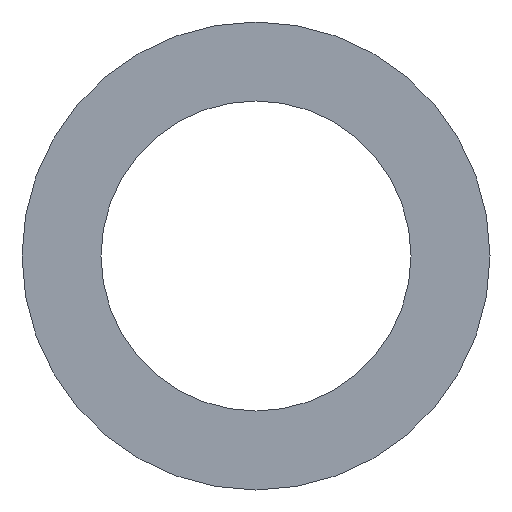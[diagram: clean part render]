
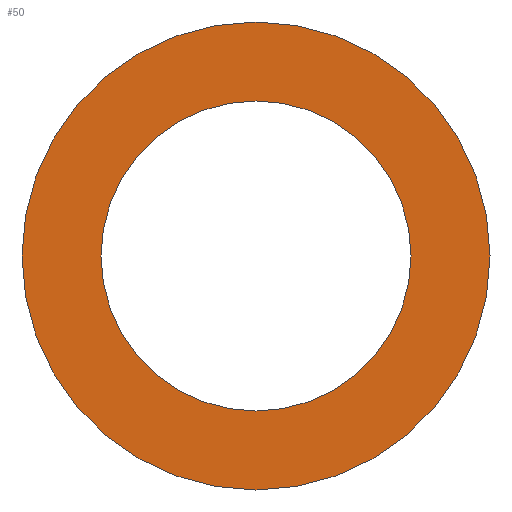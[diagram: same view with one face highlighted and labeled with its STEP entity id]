
A CAD part, left-side view. The second image highlights one B-rep face of the part: STEP entity #50.
In plain terms, the highlighted planar face has unit normal (-1, 0, 0).
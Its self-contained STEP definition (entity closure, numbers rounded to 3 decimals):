
#1 = AXIS2_PLACEMENT_3D ( 'NONE', #157, #56, #173 ) ;
#5 = DIRECTION ( 'NONE',  ( 0., 0., -1. ) ) ;
#17 = CIRCLE ( 'NONE', #163, 4. ) ;
#20 = CARTESIAN_POINT ( 'NONE',  ( 0., 0., 0. ) ) ;
#27 = CIRCLE ( 'NONE', #60, 2.65 ) ;
#32 = ORIENTED_EDGE ( 'NONE', *, *, #167, .F. ) ;
#34 = VERTEX_POINT ( 'NONE', #175 ) ;
#39 = AXIS2_PLACEMENT_3D ( 'NONE', #201, #105, #5 ) ;
#49 = CIRCLE ( 'NONE', #39, 2.65 ) ;
#50 = ADVANCED_FACE ( 'NONE', ( #133, #87 ), #84, .F. ) ;
#52 = ORIENTED_EDGE ( 'NONE', *, *, #110, .T. ) ;
#54 = DIRECTION ( 'NONE',  ( 0., 0., -1. ) ) ;
#56 = DIRECTION ( 'NONE',  ( 1., 0., 0. ) ) ;
#60 = AXIS2_PLACEMENT_3D ( 'NONE', #187, #88, #202 ) ;
#71 = CARTESIAN_POINT ( 'NONE',  ( 0., 0., -4. ) ) ;
#72 = EDGE_CURVE ( 'NONE', #76, #164, #174, .T. ) ;
#76 = VERTEX_POINT ( 'NONE', #103 ) ;
#82 = ORIENTED_EDGE ( 'NONE', *, *, #83, .T. ) ;
#83 = EDGE_CURVE ( 'NONE', #98, #34, #49, .T. ) ;
#84 = PLANE ( 'NONE',  #207 ) ;
#86 = CARTESIAN_POINT ( 'NONE',  ( 0., 0., -2.65 ) ) ;
#87 = FACE_BOUND ( 'NONE', #136, .T. ) ;
#88 = DIRECTION ( 'NONE',  ( 1., 0., 0. ) ) ;
#91 = DIRECTION ( 'NONE',  ( 1., 0., 0. ) ) ;
#98 = VERTEX_POINT ( 'NONE', #86 ) ;
#102 = DIRECTION ( 'NONE',  ( 1., 0., 0. ) ) ;
#103 = CARTESIAN_POINT ( 'NONE',  ( 0., 0., 4. ) ) ;
#104 = EDGE_LOOP ( 'NONE', ( #170, #32 ) ) ;
#105 = DIRECTION ( 'NONE',  ( 1., 0., 0. ) ) ;
#110 = EDGE_CURVE ( 'NONE', #34, #98, #27, .T. ) ;
#133 = FACE_OUTER_BOUND ( 'NONE', #104, .T. ) ;
#136 = EDGE_LOOP ( 'NONE', ( #52, #82 ) ) ;
#157 = CARTESIAN_POINT ( 'NONE',  ( 0., 0., 0. ) ) ;
#163 = AXIS2_PLACEMENT_3D ( 'NONE', #189, #91, #206 ) ;
#164 = VERTEX_POINT ( 'NONE', #71 ) ;
#167 = EDGE_CURVE ( 'NONE', #164, #76, #17, .T. ) ;
#170 = ORIENTED_EDGE ( 'NONE', *, *, #72, .F. ) ;
#173 = DIRECTION ( 'NONE',  ( 0., 0., -1. ) ) ;
#174 = CIRCLE ( 'NONE', #1, 4. ) ;
#175 = CARTESIAN_POINT ( 'NONE',  ( 0., 0., 2.65 ) ) ;
#187 = CARTESIAN_POINT ( 'NONE',  ( 0., 0., 0. ) ) ;
#189 = CARTESIAN_POINT ( 'NONE',  ( 0., 0., 0. ) ) ;
#201 = CARTESIAN_POINT ( 'NONE',  ( 0., 0., 0. ) ) ;
#202 = DIRECTION ( 'NONE',  ( 0., 0., -1. ) ) ;
#206 = DIRECTION ( 'NONE',  ( 0., 0., -1. ) ) ;
#207 = AXIS2_PLACEMENT_3D ( 'NONE', #20, #102, #54 ) ;
